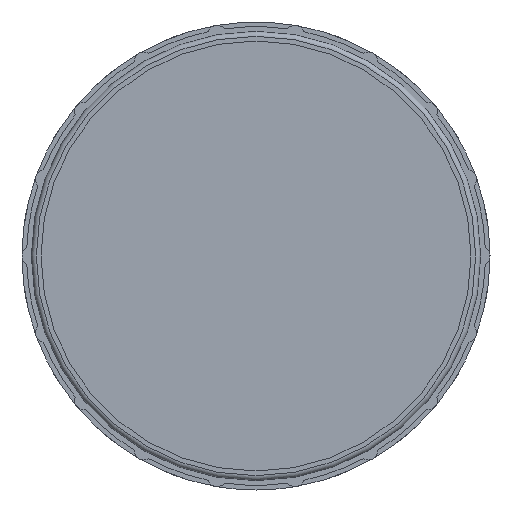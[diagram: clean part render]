
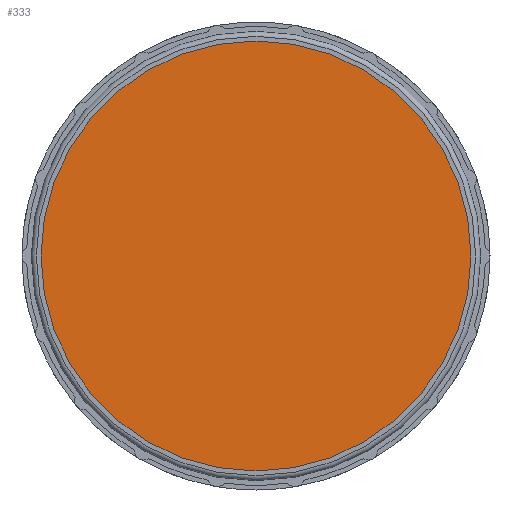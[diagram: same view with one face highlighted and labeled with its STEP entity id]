
A CAD part, left-side view. The second image highlights one B-rep face of the part: STEP entity #333.
In plain terms, the highlighted planar face has unit normal (-1, 0, 0).
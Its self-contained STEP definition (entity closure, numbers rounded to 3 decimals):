
#333 = ADVANCED_FACE( '', ( #686 ), #687, .F. );
#686 = FACE_OUTER_BOUND( '', #1035, .T. );
#687 = PLANE( '', #1036 );
#1035 = EDGE_LOOP( '', ( #1992 ) );
#1036 = AXIS2_PLACEMENT_3D( '', #1993, #1994, #1995 );
#1992 = ORIENTED_EDGE( '', *, *, #2265, .F. );
#1993 = CARTESIAN_POINT( '', ( 0., 0., 0. ) );
#1994 = DIRECTION( '', ( 1., 0., 0. ) );
#1995 = DIRECTION( '', ( 0., 0., -1. ) );
#2265 = EDGE_CURVE( '', #2805, #2805, #2806, .T. );
#2805 = VERTEX_POINT( '', #3465 );
#2806 = CIRCLE( '', #3466, 21.59 );
#3465 = CARTESIAN_POINT( '', ( 0., 0., -21.59 ) );
#3466 = AXIS2_PLACEMENT_3D( '', #4062, #4063, #4064 );
#4062 = CARTESIAN_POINT( '', ( 0., 0., 0. ) );
#4063 = DIRECTION( '', ( 1., 0., 0. ) );
#4064 = DIRECTION( '', ( 0., 0., -1. ) );
